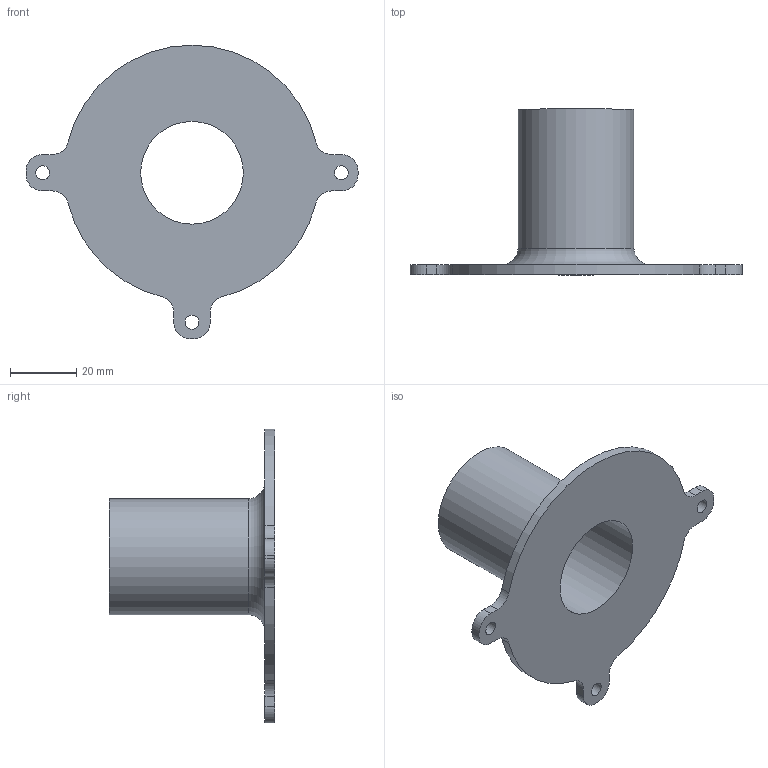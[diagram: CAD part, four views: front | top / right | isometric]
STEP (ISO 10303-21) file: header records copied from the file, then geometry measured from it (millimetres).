
FILE_DESCRIPTION(/* description */ (''),/* implementation_level */ '2;1');
FILE_NAME(/* name */ 'top.step',/* time_stamp */ '2020-04-07T12:15:23+02:00',/* author */ (''),/* organization */ (''),/* preprocessor_version */ 'ST-DEVELOPER v18',/* originating_system */ 'Autodesk Translation Framework v8.12.0.6',/* authorisation */ '');
FILE_SCHEMA (('AUTOMOTIVE_DESIGN { 1 0 10303 214 3 1 1 }'));
Length unit declared in the file: millimetre
Products named in the file (2): Untitled; Top
Assembly tree (1 placements, depth 2):
  Untitled
    Top
Bounding box: 100.21 x 50 x 88.61 mm (x, y, z)
Volume: 23076.8 mm3; surface area: 19279.2 mm2
Topology: 1 solids, 1 shells, 33 faces, 91 edges, 61 vertices
Faces by surface type: cylinder 20, plane 12, torus 1
Full cylindrical faces by diameter (mm): 4.2 x3, 31 x1, 35 x1
Entity records: 1146 total; most frequent: DIRECTION 207, CARTESIAN_POINT 188, ORIENTED_EDGE 182, EDGE_CURVE 91, AXIS2_PLACEMENT_3D 80, VERTEX_POINT 61, LINE 47, VECTOR 47
